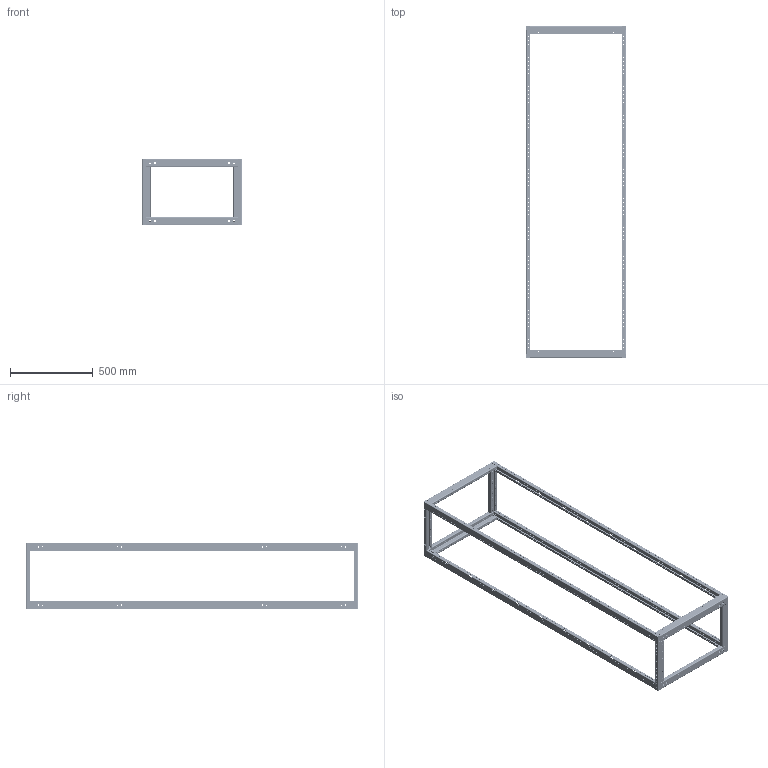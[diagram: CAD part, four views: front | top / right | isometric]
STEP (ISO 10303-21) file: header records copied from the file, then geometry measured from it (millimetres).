
FILE_DESCRIPTION(('STEP AP214'),'1');
FILE_NAME('cctmp_C4ADC0D7-F2A1-4BE3-849F-136518EB76CC_2025_01_23_07_48_32_0621..stp','2025-01-23T06:48:36',('SIEMENS A&D'),('CADClick - www.CADClick.com'),'Spatial InterOp 3D',' ','unknown authorization');
FILE_SCHEMA(('AUTOMOTIVE_DESIGN'));
Length unit declared in the file: millimetre
Products named in the file (13): cc_unnamed; 2025_01_23_07_48_32_0518; 2025_01_23_07_48_32_0477; 2025_01_23_07_48_32_0396; 2025_01_23_07_48_32_0356; 2025_01_23_07_48_32_0273; 2025_01_23_07_48_32_0235; 2025_01_23_07_48_32_0164; 2025_01_23_07_48_32_0123; 2025_01_23_07_48_32_0042; 2025_01_23_07_48_32_0001; 2025_01_23_07_48_31_0920; 2025_01_23_07_48_31_0880
Assembly tree (12 placements, depth 2):
  cc_unnamed
    2025_01_23_07_48_32_0518
    2025_01_23_07_48_32_0477
    2025_01_23_07_48_32_0396
    2025_01_23_07_48_32_0356
    2025_01_23_07_48_32_0273
    2025_01_23_07_48_32_0235
    2025_01_23_07_48_32_0164
    2025_01_23_07_48_32_0123
    2025_01_23_07_48_32_0042
    2025_01_23_07_48_32_0001
    2025_01_23_07_48_31_0920
    2025_01_23_07_48_31_0880
Bounding box: 600 x 2000 x 400 mm (x, y, z)
Volume: 3623855.3 mm3; surface area: 3085563.4 mm2
Topology: 84 solids, 84 shells, 5996 faces, 17300 edges, 11448 vertices
Faces by surface type: cylinder 4704, plane 1100, cone 192
Entity records: 260290 total; most frequent: DIRECTION 38758, CARTESIAN_POINT 35981, ORIENTED_EDGE 34600, EDGE_CURVE 17300, AXIS2_PLACEMENT_3D 15521, VERTEX_POINT 11448, EDGE_LOOP 10308, CIRCLE 9512
